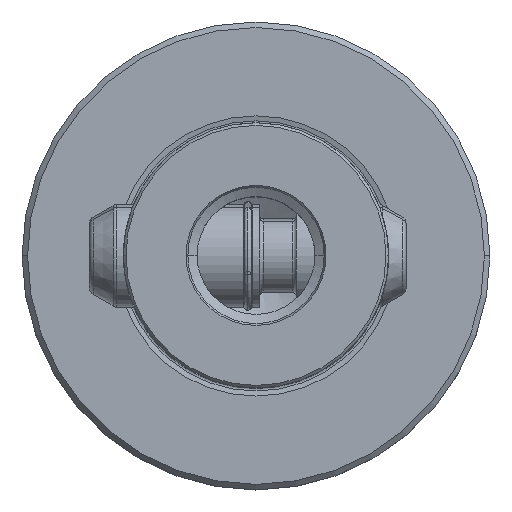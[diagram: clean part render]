
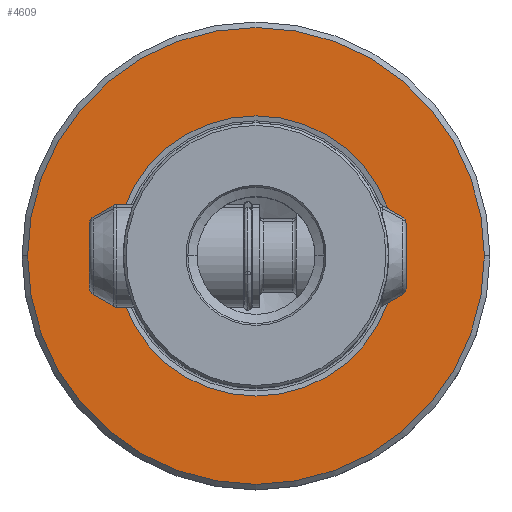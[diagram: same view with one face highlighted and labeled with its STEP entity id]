
A CAD part, top view. The second image highlights one B-rep face of the part: STEP entity #4609.
In plain terms, the highlighted planar face has unit normal (0, 0, 1).
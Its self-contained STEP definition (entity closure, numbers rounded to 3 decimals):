
#2115=VERTEX_POINT('NONE',#5848);
#2315=EDGE_CURVE('NONE',#4825,#3439,#6069,.F.);
#2805=EDGE_CURVE('NONE',#4701,#2115,#6624,.T.);
#3439=VERTEX_POINT('NONE',#7323);
#3643=EDGE_CURVE('NONE',#3439,#4825,#7551,.T.);
#4375=EDGE_CURVE('NONE',#2115,#4701,#8366,.T.);
#4609=ADVANCED_FACE('NONE',(#8618,#8619),#8620,.T.);
#4701=VERTEX_POINT('NONE',#8723);
#4825=VERTEX_POINT('NONE',#8857);
#5848=CARTESIAN_POINT('',(-31.0,0.,0.0));
#6069=CIRCLE('',#26081,19.012);
#6624=CIRCLE('',#40864,31.0);
#7323=CARTESIAN_POINT('',(19.012,0.,0.0));
#7551=CIRCLE('',#47248,19.012);
#8366=CIRCLE('',#54010,31.0);
#8618=FACE_OUTER_BOUND('',#57868,.T.);
#8619=FACE_BOUND('',#57869,.T.);
#8620=PLANE('',#57870);
#8723=CARTESIAN_POINT('',(31.0,0.,0.0));
#8857=CARTESIAN_POINT('',(-19.012,0.,0.0));
#26081=AXIS2_PLACEMENT_3D('',#69994,#69995,#69996);
#40864=AXIS2_PLACEMENT_3D('',#70688,#70689,#70690);
#47248=AXIS2_PLACEMENT_3D('',#71756,#71757,#71758);
#54010=AXIS2_PLACEMENT_3D('',#72772,#72773,#72774);
#57868=EDGE_LOOP('',(#73030,#73031));
#57869=EDGE_LOOP('',(#73032,#73033));
#57870=AXIS2_PLACEMENT_3D('',#73034,#73035,#73036);
#69994=CARTESIAN_POINT('',(0.0,0.0,0.0));
#69995=DIRECTION('',(0.0,0.0,-1.0));
#69996=DIRECTION('',(1.0,0.,0.0));
#70688=CARTESIAN_POINT('',(0.0,0.0,0.0));
#70689=DIRECTION('',(0.0,0.0,-1.0));
#70690=DIRECTION('',(-1.0,0.,0.0));
#71756=CARTESIAN_POINT('',(0.0,0.0,0.0));
#71757=DIRECTION('',(-0.0,0.0,1.0));
#71758=DIRECTION('',(1.0,0.,0.0));
#72772=CARTESIAN_POINT('',(0.0,0.0,0.0));
#72773=DIRECTION('',(0.0,0.0,-1.0));
#72774=DIRECTION('',(-1.0,0.,0.0));
#73030=ORIENTED_EDGE('',*,*,#4375,.F.);
#73031=ORIENTED_EDGE('',*,*,#2805,.F.);
#73032=ORIENTED_EDGE('',*,*,#3643,.F.);
#73033=ORIENTED_EDGE('',*,*,#2315,.F.);
#73034=CARTESIAN_POINT('',(-18.0,0.0,0.0));
#73035=DIRECTION('',(-0.0,0.0,1.0));
#73036=DIRECTION('',(0.0,1.0,0.0));
